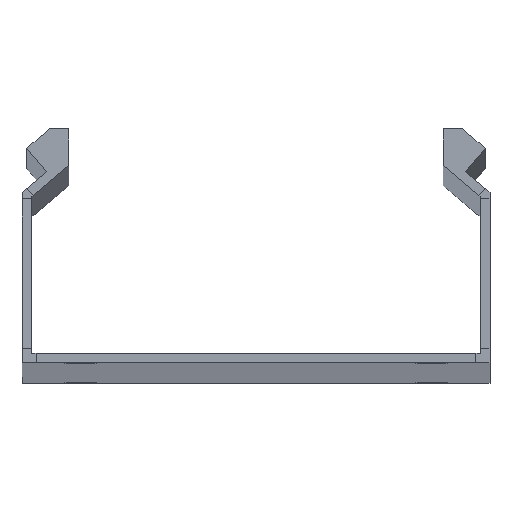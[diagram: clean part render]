
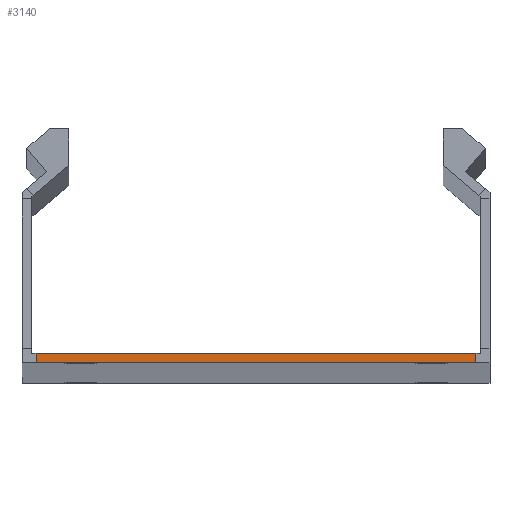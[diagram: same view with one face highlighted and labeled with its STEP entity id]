
A CAD part, top view. The second image highlights one B-rep face of the part: STEP entity #3140.
In plain terms, the highlighted planar face has unit normal (0, 0, 1).
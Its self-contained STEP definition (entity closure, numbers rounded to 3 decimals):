
#11 = VECTOR ( 'NONE', #4276, 1000. ) ;
#27 = CARTESIAN_POINT ( 'NONE',  ( 47., 2., 1250. ) ) ;
#30 = CARTESIAN_POINT ( 'NONE',  ( 47., 0., 1250. ) ) ;
#57 = DIRECTION ( 'NONE',  ( -1., 0., 0. ) ) ;
#110 = CARTESIAN_POINT ( 'NONE',  ( -47., 2., 1250. ) ) ;
#270 = CARTESIAN_POINT ( 'NONE',  ( 48., 3., 1250. ) ) ;
#428 = VERTEX_POINT ( 'NONE', #110 ) ;
#678 = ORIENTED_EDGE ( 'NONE', *, *, #785, .F. ) ;
#680 = DIRECTION ( 'NONE',  ( 0., 0., 1. ) ) ;
#764 = CARTESIAN_POINT ( 'NONE',  ( 47., 0., 1250. ) ) ;
#785 = EDGE_CURVE ( 'NONE', #4371, #1859, #4548, .T. ) ;
#846 = EDGE_LOOP ( 'NONE', ( #678, #3916, #2780, #4364 ) ) ;
#1300 = VERTEX_POINT ( 'NONE', #27 ) ;
#1358 = DIRECTION ( 'NONE',  ( -1., 0., 0. ) ) ;
#1369 = PLANE ( 'NONE',  #1378 ) ;
#1378 = AXIS2_PLACEMENT_3D ( 'NONE', #270, #680, #3834 ) ;
#1442 = CARTESIAN_POINT ( 'NONE',  ( -47., 2., 1250. ) ) ;
#1506 = CARTESIAN_POINT ( 'NONE',  ( -47., 0., 1250. ) ) ;
#1761 = FACE_OUTER_BOUND ( 'NONE', #846, .T. ) ;
#1842 = LINE ( 'NONE', #1442, #2653 ) ;
#1859 = VERTEX_POINT ( 'NONE', #1506 ) ;
#1897 = EDGE_CURVE ( 'NONE', #428, #1859, #1842, .T. ) ;
#2160 = CARTESIAN_POINT ( 'NONE',  ( -50., 0., 1250. ) ) ;
#2189 = EDGE_CURVE ( 'NONE', #4371, #1300, #2208, .T. ) ;
#2208 = LINE ( 'NONE', #764, #11 ) ;
#2653 = VECTOR ( 'NONE', #3185, 1000. ) ;
#2780 = ORIENTED_EDGE ( 'NONE', *, *, #3692, .T. ) ;
#3140 = ADVANCED_FACE ( 'NONE', ( #1761 ), #1369, .T. ) ;
#3185 = DIRECTION ( 'NONE',  ( 0., -1., 0. ) ) ;
#3285 = VECTOR ( 'NONE', #1358, 1000. ) ;
#3360 = VECTOR ( 'NONE', #57, 1000. ) ;
#3454 = CARTESIAN_POINT ( 'NONE',  ( -50., 2., 1250. ) ) ;
#3692 = EDGE_CURVE ( 'NONE', #1300, #428, #4354, .T. ) ;
#3834 = DIRECTION ( 'NONE',  ( 1., 0., 0. ) ) ;
#3916 = ORIENTED_EDGE ( 'NONE', *, *, #2189, .T. ) ;
#4276 = DIRECTION ( 'NONE',  ( 0., 1., 0. ) ) ;
#4354 = LINE ( 'NONE', #3454, #3285 ) ;
#4364 = ORIENTED_EDGE ( 'NONE', *, *, #1897, .T. ) ;
#4371 = VERTEX_POINT ( 'NONE', #30 ) ;
#4548 = LINE ( 'NONE', #2160, #3360 ) ;
